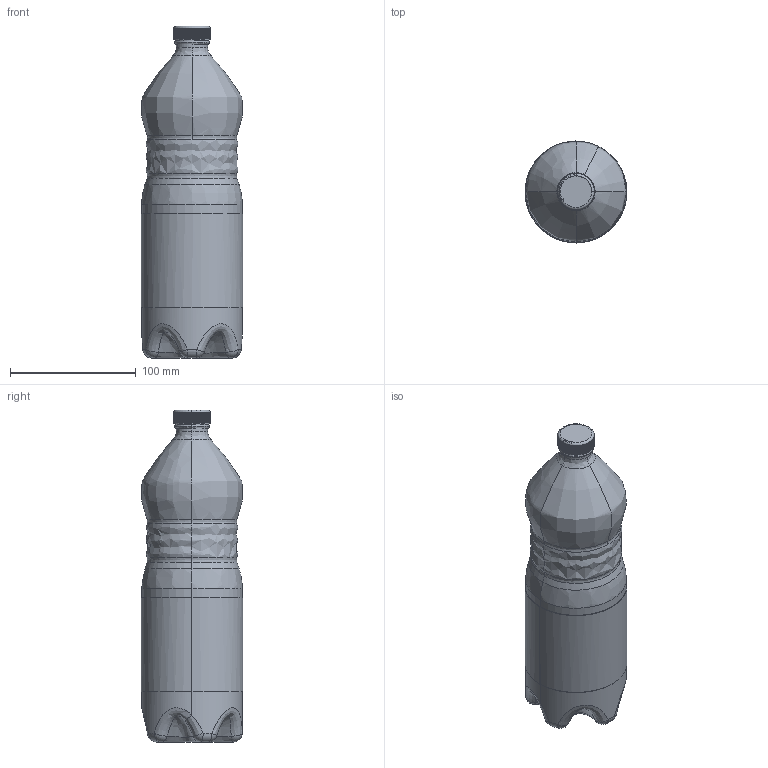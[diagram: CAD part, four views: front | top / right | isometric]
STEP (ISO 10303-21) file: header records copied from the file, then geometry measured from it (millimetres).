
FILE_DESCRIPTION(('CATIA V5 STEP Exchange'),'2;1');
FILE_NAME('Water_Bottle.stp','2024-12-11T07:43:12+00:00',('none'),('none'),'CATIA Version 5 Release 20 GA (IN-10)','CATIA V5 STEP AP203','none');
FILE_SCHEMA(('CONFIG_CONTROL_DESIGN'));
Length unit declared in the file: millimetre
Products named in the file (1): Plastic_Bottle
Bounding box: 81 x 81 x 264 mm (x, y, z)
Volume: 9483.5 mm3; surface area: 126668.5 mm2
Topology: 1 solids, 107 shells, 308 faces, 837 edges, 521 vertices
Faces by surface type: bspline 266, cylinder 20, sphere 10, torus 7, cone 3, plane 2
Entity records: 26128 total; most frequent: CARTESIAN_POINT 21863, ORIENTED_EDGE 1233, EDGE_CURVE 824, VERTEX_POINT 515, ADVANCED_FACE 308, EDGE_LOOP 308, FACE_OUTER_BOUND 308, DIRECTION 136
